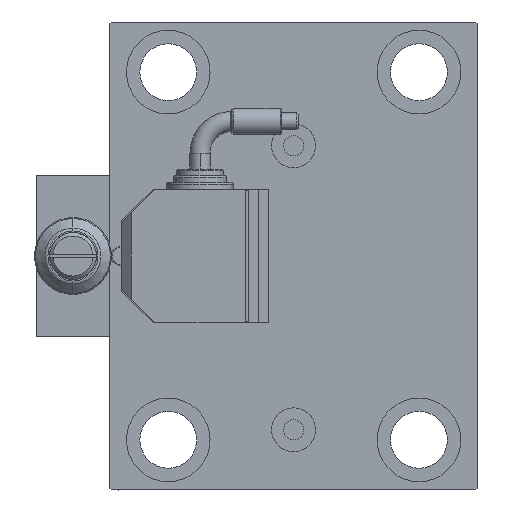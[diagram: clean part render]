
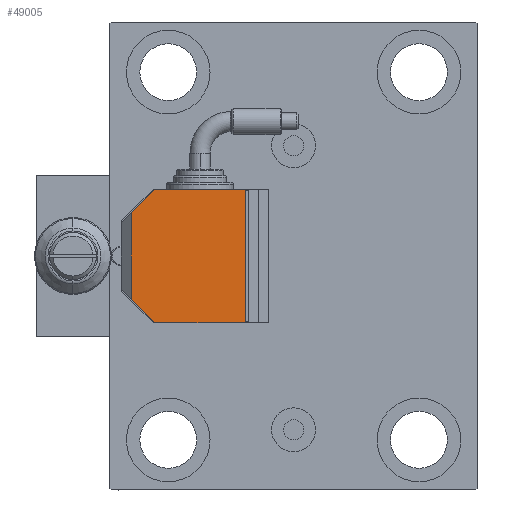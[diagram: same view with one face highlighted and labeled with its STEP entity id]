
A CAD part, left-side view. The second image highlights one B-rep face of the part: STEP entity #49005.
In plain terms, the highlighted face is planar.
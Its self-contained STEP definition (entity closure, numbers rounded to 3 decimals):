
#60 = ORIENTED_EDGE ( 'NONE', *, *, #38809, .F. ) ;
#3028 = VERTEX_POINT ( 'NONE', #34429 ) ;
#3242 = LINE ( 'NONE', #27483, #37706 ) ;
#3469 = LINE ( 'NONE', #48105, #22044 ) ;
#3789 = EDGE_CURVE ( 'NONE', #50859, #12463, #3242, .T. ) ;
#4291 = CARTESIAN_POINT ( 'NONE',  ( -13., 20.5, -10. ) ) ;
#5262 = LINE ( 'NONE', #16236, #50278 ) ;
#6901 = ORIENTED_EDGE ( 'NONE', *, *, #18838, .F. ) ;
#7483 = DIRECTION ( 'NONE',  ( 0., 1., 0. ) ) ;
#7862 = EDGE_CURVE ( 'NONE', #3028, #44073, #3469, .T. ) ;
#8001 = DIRECTION ( 'NONE',  ( 0., -1., 0. ) ) ;
#8390 = DIRECTION ( 'NONE',  ( 1., 0., 0. ) ) ;
#9153 = CARTESIAN_POINT ( 'NONE',  ( 20., 13.5, -10. ) ) ;
#12384 = ORIENTED_EDGE ( 'NONE', *, *, #13436, .F. ) ;
#12463 = VERTEX_POINT ( 'NONE', #15091 ) ;
#12698 = ORIENTED_EDGE ( 'NONE', *, *, #43502, .F. ) ;
#13100 = CARTESIAN_POINT ( 'NONE',  ( -20., 13.5, -10. ) ) ;
#13436 = EDGE_CURVE ( 'NONE', #50859, #3028, #17032, .T. ) ;
#14746 = DIRECTION ( 'NONE',  ( 1., 0., 0. ) ) ;
#14793 = FACE_OUTER_BOUND ( 'NONE', #43227, .T. ) ;
#15091 = CARTESIAN_POINT ( 'NONE',  ( 13., 20.5, -10. ) ) ;
#15668 = ORIENTED_EDGE ( 'NONE', *, *, #3789, .T. ) ;
#15781 = VECTOR ( 'NONE', #7483, 1000. ) ;
#16236 = CARTESIAN_POINT ( 'NONE',  ( -20., -13.5, -10. ) ) ;
#16607 = CARTESIAN_POINT ( 'NONE',  ( -20., -13.5, -10. ) ) ;
#17032 = LINE ( 'NONE', #13100, #20057 ) ;
#18838 = EDGE_CURVE ( 'NONE', #35354, #33468, #5262, .T. ) ;
#19645 = DIRECTION ( 'NONE',  ( 0., -1., 0. ) ) ;
#20057 = VECTOR ( 'NONE', #49404, 1000. ) ;
#22044 = VECTOR ( 'NONE', #19645, 1000. ) ;
#23138 = LINE ( 'NONE', #51595, #15781 ) ;
#24412 = EDGE_CURVE ( 'NONE', #44073, #35354, #36418, .T. ) ;
#24868 = ORIENTED_EDGE ( 'NONE', *, *, #7862, .F. ) ;
#24982 = CARTESIAN_POINT ( 'NONE',  ( -20., 0., -10. ) ) ;
#25976 = AXIS2_PLACEMENT_3D ( 'NONE', #26772, #38788, #34855 ) ;
#26772 = CARTESIAN_POINT ( 'NONE',  ( 0., 0., -10. ) ) ;
#27483 = CARTESIAN_POINT ( 'NONE',  ( 0., 20.5, -10. ) ) ;
#29951 = VECTOR ( 'NONE', #30307, 1000. ) ;
#30307 = DIRECTION ( 'NONE',  ( -0.707, 0.707, 0. ) ) ;
#30586 = ORIENTED_EDGE ( 'NONE', *, *, #24412, .F. ) ;
#33468 = VERTEX_POINT ( 'NONE', #38120 ) ;
#34429 = CARTESIAN_POINT ( 'NONE',  ( -20., 13.5, -10. ) ) ;
#34485 = VECTOR ( 'NONE', #8001, 1000. ) ;
#34855 = DIRECTION ( 'NONE',  ( 1., 0., 0. ) ) ;
#35354 = VERTEX_POINT ( 'NONE', #43862 ) ;
#36418 = LINE ( 'NONE', #16607, #34485 ) ;
#37706 = VECTOR ( 'NONE', #14746, 1000. ) ;
#38120 = CARTESIAN_POINT ( 'NONE',  ( 20., -13.5, -10. ) ) ;
#38401 = CARTESIAN_POINT ( 'NONE',  ( 10., 23.5, -10. ) ) ;
#38788 = DIRECTION ( 'NONE',  ( 0., 0., 1. ) ) ;
#38809 = EDGE_CURVE ( 'NONE', #33468, #45614, #23138, .T. ) ;
#43227 = EDGE_LOOP ( 'NONE', ( #12384, #15668, #12698, #60, #6901, #30586, #24868 ) ) ;
#43502 = EDGE_CURVE ( 'NONE', #45614, #12463, #50689, .T. ) ;
#43862 = CARTESIAN_POINT ( 'NONE',  ( -20., -13.5, -10. ) ) ;
#44073 = VERTEX_POINT ( 'NONE', #24982 ) ;
#45614 = VERTEX_POINT ( 'NONE', #9153 ) ;
#46641 = PLANE ( 'NONE',  #25976 ) ;
#48105 = CARTESIAN_POINT ( 'NONE',  ( -20., -13.5, -10. ) ) ;
#49005 = ADVANCED_FACE ( 'NONE', ( #14793 ), #46641, .F. ) ;
#49404 = DIRECTION ( 'NONE',  ( -0.707, -0.707, 0. ) ) ;
#50278 = VECTOR ( 'NONE', #8390, 1000. ) ;
#50689 = LINE ( 'NONE', #38401, #29951 ) ;
#50859 = VERTEX_POINT ( 'NONE', #4291 ) ;
#51595 = CARTESIAN_POINT ( 'NONE',  ( 20., -13.5, -10. ) ) ;
